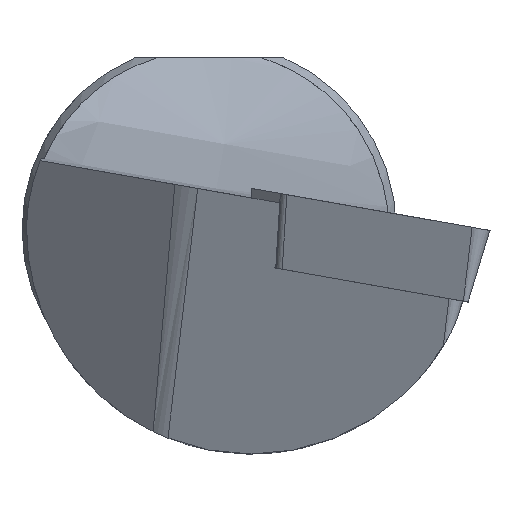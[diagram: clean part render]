
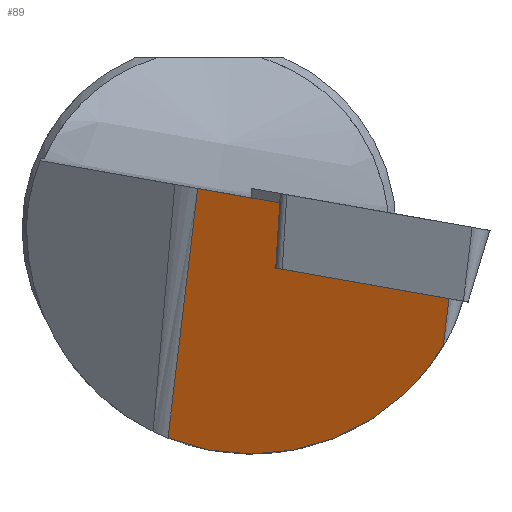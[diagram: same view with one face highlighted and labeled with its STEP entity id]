
A CAD part, left-side view. The second image highlights one B-rep face of the part: STEP entity #89.
In plain terms, the highlighted planar face has unit normal (-0.883, 0.467, -0.041).
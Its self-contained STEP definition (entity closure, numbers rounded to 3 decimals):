
#89=ADVANCED_FACE('',(#140),#123,.T.);
#123=PLANE('',#637);
#140=FACE_OUTER_BOUND('',#173,.T.);
#173=EDGE_LOOP('',(#241,#242,#243,#244,#245,#246));
#226=ELLIPSE('',#636,8.152,7.2);
#241=ORIENTED_EDGE('',*,*,#470,.F.);
#242=ORIENTED_EDGE('',*,*,#471,.F.);
#243=ORIENTED_EDGE('',*,*,#472,.T.);
#244=ORIENTED_EDGE('',*,*,#473,.T.);
#245=ORIENTED_EDGE('',*,*,#474,.F.);
#246=ORIENTED_EDGE('',*,*,#475,.F.);
#413=VERTEX_POINT('',#880);
#414=VERTEX_POINT('',#881);
#415=VERTEX_POINT('',#883);
#416=VERTEX_POINT('',#885);
#417=VERTEX_POINT('',#887);
#418=VERTEX_POINT('',#889);
#470=EDGE_CURVE('',#413,#414,#553,.T.);
#471=EDGE_CURVE('',#415,#413,#554,.T.);
#472=EDGE_CURVE('',#415,#416,#555,.T.);
#473=EDGE_CURVE('',#416,#417,#226,.T.);
#474=EDGE_CURVE('',#418,#417,#556,.T.);
#475=EDGE_CURVE('',#414,#418,#557,.T.);
#553=LINE('',#879,#595);
#554=LINE('',#882,#596);
#555=LINE('',#884,#597);
#556=LINE('',#888,#598);
#557=LINE('',#890,#599);
#595=VECTOR('',#703,1.);
#596=VECTOR('',#704,1.);
#597=VECTOR('',#705,1.);
#598=VECTOR('',#708,1.);
#599=VECTOR('',#709,1.);
#636=AXIS2_PLACEMENT_3D('',#886,#706,#707);
#637=AXIS2_PLACEMENT_3D('',#891,#710,#711);
#703=DIRECTION('',(0.079,0.062,-0.995));
#704=DIRECTION('',(-0.456,-0.876,-0.155));
#705=DIRECTION('',(0.108,0.118,-0.987));
#706=DIRECTION('',(-0.883,0.467,-0.041));
#707=DIRECTION('',(0.469,0.88,-0.078));
#708=DIRECTION('',(0.108,0.118,-0.987));
#709=DIRECTION('',(-0.456,-0.876,-0.155));
#710=DIRECTION('',(-0.883,0.467,-0.041));
#711=DIRECTION('',(-0.467,-0.884,0.));
#879=CARTESIAN_POINT('',(3.384,-2.268,0.743));
#880=CARTESIAN_POINT('',(3.375,-2.274,0.849));
#881=CARTESIAN_POINT('',(3.542,-2.144,-1.24));
#882=CARTESIAN_POINT('',(0.429,-7.934,-0.148));
#883=CARTESIAN_POINT('',(4.751,0.368,1.315));
#884=CARTESIAN_POINT('',(4.718,0.332,1.614));
#885=CARTESIAN_POINT('',(5.63,1.321,-6.686));
#886=CARTESIAN_POINT('',(3.904,-1.35,0.));
#887=CARTESIAN_POINT('',(0.823,-7.507,-3.733));
#888=CARTESIAN_POINT('',(0.396,-7.97,0.15));
#889=CARTESIAN_POINT('',(0.656,-7.688,-2.217));
#890=CARTESIAN_POINT('',(0.656,-7.688,-2.217));
#891=CARTESIAN_POINT('',(0.396,-7.97,0.15));
